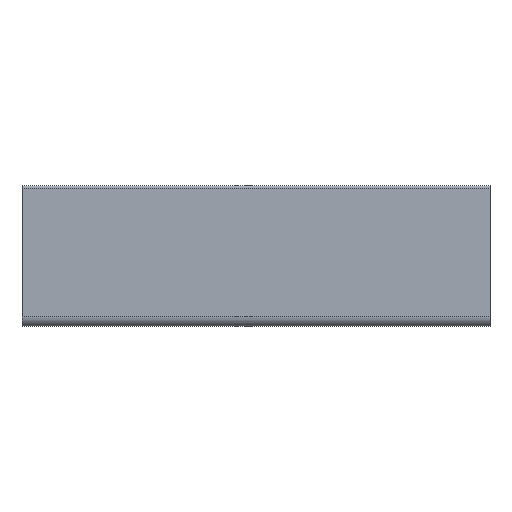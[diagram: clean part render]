
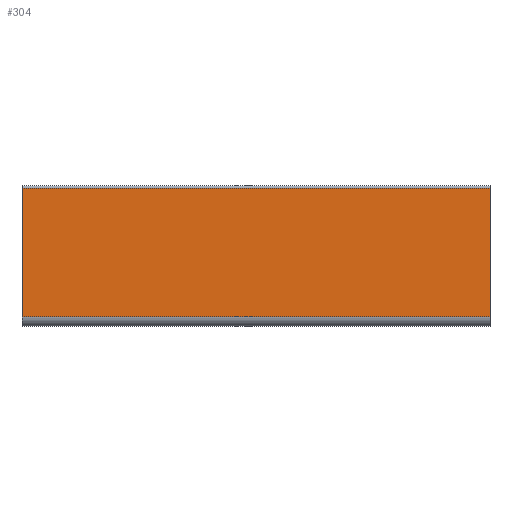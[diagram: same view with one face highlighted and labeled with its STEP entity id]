
A CAD part, top view. The second image highlights one B-rep face of the part: STEP entity #304.
In plain terms, the highlighted planar face has unit normal (0, 0, 1).
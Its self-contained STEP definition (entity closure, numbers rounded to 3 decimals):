
#194 = CARTESIAN_POINT ( 'NONE',  ( -40.816, 69.398, 20. ) ) ;
#196 = VERTEX_POINT ( 'NONE', #353 ) ;
#304 = ADVANCED_FACE ( 'NONE', ( #2227 ), #2365, .F. ) ;
#353 = CARTESIAN_POINT ( 'NONE',  ( 59.184, 69.398, 20. ) ) ;
#415 = CARTESIAN_POINT ( 'NONE',  ( -40.816, 41.898, 20. ) ) ;
#425 = EDGE_LOOP ( 'NONE', ( #3361, #4067, #1660, #1798 ) ) ;
#488 = VERTEX_POINT ( 'NONE', #415 ) ;
#587 = CARTESIAN_POINT ( 'NONE',  ( -40.816, 69.398, 20. ) ) ;
#818 = VERTEX_POINT ( 'NONE', #587 ) ;
#931 = LINE ( 'NONE', #3707, #1475 ) ;
#946 = VECTOR ( 'NONE', #3224, 1000. ) ;
#1107 = CARTESIAN_POINT ( 'NONE',  ( 59.184, 69.398, 20. ) ) ;
#1313 = CARTESIAN_POINT ( 'NONE',  ( 59.184, 69.398, 20. ) ) ;
#1355 = DIRECTION ( 'NONE',  ( 0., 0., -1. ) ) ;
#1475 = VECTOR ( 'NONE', #1932, 1000. ) ;
#1660 = ORIENTED_EDGE ( 'NONE', *, *, #2420, .F. ) ;
#1706 = DIRECTION ( 'NONE',  ( -1., 0., 0. ) ) ;
#1798 = ORIENTED_EDGE ( 'NONE', *, *, #2988, .T. ) ;
#1932 = DIRECTION ( 'NONE',  ( -1., 0., 0. ) ) ;
#2165 = LINE ( 'NONE', #1107, #3684 ) ;
#2166 = VECTOR ( 'NONE', #2975, 1000. ) ;
#2227 = FACE_OUTER_BOUND ( 'NONE', #425, .T. ) ;
#2365 = PLANE ( 'NONE',  #2878 ) ;
#2420 = EDGE_CURVE ( 'NONE', #196, #4271, #2165, .T. ) ;
#2878 = AXIS2_PLACEMENT_3D ( 'NONE', #1313, #1355, #1706 ) ;
#2975 = DIRECTION ( 'NONE',  ( 0., -1., 0. ) ) ;
#2988 = EDGE_CURVE ( 'NONE', #196, #818, #4131, .T. ) ;
#3224 = DIRECTION ( 'NONE',  ( -1., 0., 0. ) ) ;
#3361 = ORIENTED_EDGE ( 'NONE', *, *, #3829, .T. ) ;
#3575 = LINE ( 'NONE', #194, #2166 ) ;
#3650 = CARTESIAN_POINT ( 'NONE',  ( 59.184, 41.898, 20. ) ) ;
#3684 = VECTOR ( 'NONE', #4209, 1000. ) ;
#3707 = CARTESIAN_POINT ( 'NONE',  ( 59.184, 41.898, 20. ) ) ;
#3781 = EDGE_CURVE ( 'NONE', #4271, #488, #931, .T. ) ;
#3829 = EDGE_CURVE ( 'NONE', #818, #488, #3575, .T. ) ;
#3938 = CARTESIAN_POINT ( 'NONE',  ( 59.184, 69.398, 20. ) ) ;
#4067 = ORIENTED_EDGE ( 'NONE', *, *, #3781, .F. ) ;
#4131 = LINE ( 'NONE', #3938, #946 ) ;
#4209 = DIRECTION ( 'NONE',  ( 0., -1., 0. ) ) ;
#4271 = VERTEX_POINT ( 'NONE', #3650 ) ;
